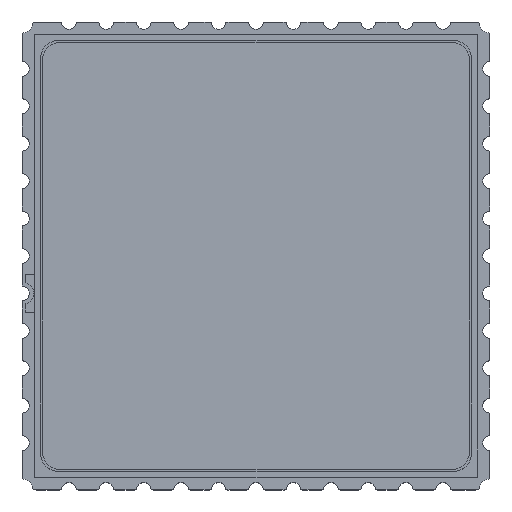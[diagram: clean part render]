
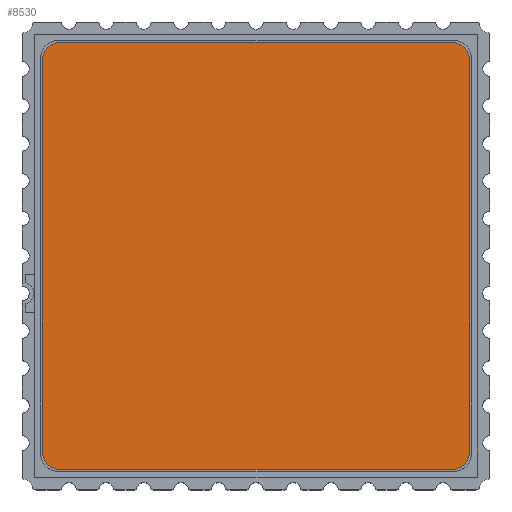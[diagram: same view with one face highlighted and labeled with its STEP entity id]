
A CAD part, top view. The second image highlights one B-rep face of the part: STEP entity #8530.
In plain terms, the highlighted face is planar.
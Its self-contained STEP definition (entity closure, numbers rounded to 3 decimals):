
#8530=ADVANCED_FACE('',(#15014),#15016,.F.);
#15014=FACE_BOUND('',#15015,.T.);
#15015=EDGE_LOOP('',(#20113,#20114,#20115,#20116,#20117,#20118,#20119,#20120));
#15016=PLANE('',#15017);
#15017=AXIS2_PLACEMENT_3D('',#15018,#15019,#15020);
#15018=CARTESIAN_POINT('',(0.,0.,0.));
#15019=DIRECTION('',(0.,0.,1.));
#15020=DIRECTION('',(1.,0.,0.));
#20113=ORIENTED_EDGE('',*,*,#22670,.F.);
#20114=ORIENTED_EDGE('',*,*,#22668,.F.);
#20115=ORIENTED_EDGE('',*,*,#22666,.F.);
#20116=ORIENTED_EDGE('',*,*,#22664,.F.);
#20117=ORIENTED_EDGE('',*,*,#22662,.F.);
#20118=ORIENTED_EDGE('',*,*,#22660,.F.);
#20119=ORIENTED_EDGE('',*,*,#22658,.F.);
#20120=ORIENTED_EDGE('',*,*,#22655,.F.);
#22655=EDGE_CURVE('',#26897,#26898,#26899,.T.);
#22658=EDGE_CURVE('',#26898,#26902,#26903,.T.);
#22660=EDGE_CURVE('',#26902,#26905,#26906,.T.);
#22662=EDGE_CURVE('',#26905,#26908,#26909,.T.);
#22664=EDGE_CURVE('',#26908,#26911,#26912,.T.);
#22666=EDGE_CURVE('',#26911,#26914,#26915,.T.);
#22668=EDGE_CURVE('',#26914,#26917,#26918,.T.);
#22670=EDGE_CURVE('',#26917,#26897,#26920,.T.);
#26897=VERTEX_POINT('',#36477);
#26898=VERTEX_POINT('',#36478);
#26899=CIRCLE('',#36479,0.5);
#26902=VERTEX_POINT('',#36489);
#26903=LINE('',#36490,#36491);
#26905=VERTEX_POINT('',#36496);
#26906=CIRCLE('',#36497,0.5);
#26908=VERTEX_POINT('',#36504);
#26909=LINE('',#36505,#36506);
#26911=VERTEX_POINT('',#36511);
#26912=CIRCLE('',#36512,0.5);
#26914=VERTEX_POINT('',#36519);
#26915=LINE('',#36520,#36521);
#26917=VERTEX_POINT('',#36526);
#26918=CIRCLE('',#36527,0.5);
#26920=LINE('',#36534,#36535);
#36477=CARTESIAN_POINT('',(5.8,5.3,0.));
#36478=CARTESIAN_POINT('',(5.3,5.8,0.));
#36479=AXIS2_PLACEMENT_3D('',#36480,#36481,#36482);
#36480=CARTESIAN_POINT('',(5.3,5.3,0.));
#36481=DIRECTION('',(0.,0.,1.));
#36482=DIRECTION('',(1.,0.,0.));
#36489=CARTESIAN_POINT('',(-5.3,5.8,0.));
#36490=CARTESIAN_POINT('',(5.3,5.8,0.));
#36491=VECTOR('',#36492,1.);
#36492=DIRECTION('',(-1.,0.,0.));
#36496=CARTESIAN_POINT('',(-5.8,5.3,0.));
#36497=AXIS2_PLACEMENT_3D('',#36498,#36499,#36500);
#36498=CARTESIAN_POINT('',(-5.3,5.3,0.));
#36499=DIRECTION('',(0.,0.,1.));
#36500=DIRECTION('',(0.,1.,0.));
#36504=CARTESIAN_POINT('',(-5.8,-5.3,0.));
#36505=CARTESIAN_POINT('',(-5.8,5.3,0.));
#36506=VECTOR('',#36507,1.);
#36507=DIRECTION('',(0.,-1.,0.));
#36511=CARTESIAN_POINT('',(-5.3,-5.8,0.));
#36512=AXIS2_PLACEMENT_3D('',#36513,#36514,#36515);
#36513=CARTESIAN_POINT('',(-5.3,-5.3,0.));
#36514=DIRECTION('',(0.,0.,1.));
#36515=DIRECTION('',(-1.,0.,0.));
#36519=CARTESIAN_POINT('',(5.3,-5.8,0.));
#36520=CARTESIAN_POINT('',(-5.3,-5.8,0.));
#36521=VECTOR('',#36522,1.);
#36522=DIRECTION('',(1.,0.,0.));
#36526=CARTESIAN_POINT('',(5.8,-5.3,0.));
#36527=AXIS2_PLACEMENT_3D('',#36528,#36529,#36530);
#36528=CARTESIAN_POINT('',(5.3,-5.3,0.));
#36529=DIRECTION('',(0.,0.,1.));
#36530=DIRECTION('',(0.,-1.,0.));
#36534=CARTESIAN_POINT('',(5.8,-5.3,0.));
#36535=VECTOR('',#36536,1.);
#36536=DIRECTION('',(0.,1.,0.));
